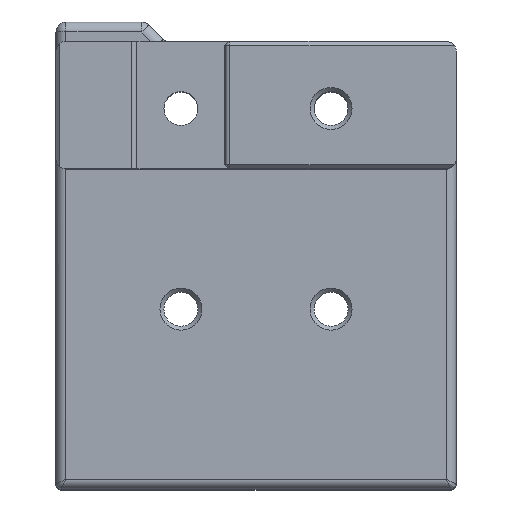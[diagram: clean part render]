
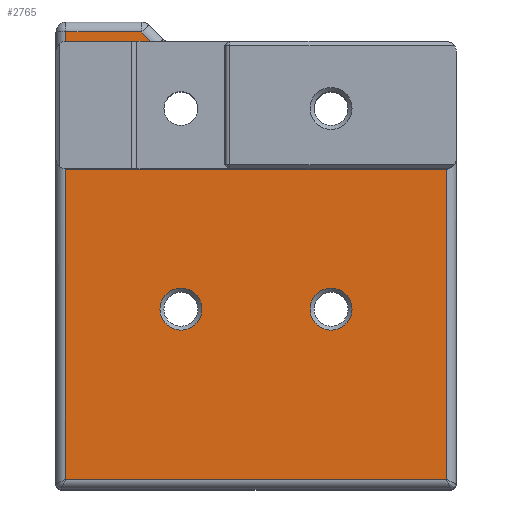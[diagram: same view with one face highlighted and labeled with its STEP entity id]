
A CAD part, top view. The second image highlights one B-rep face of the part: STEP entity #2765.
In plain terms, the highlighted planar face has unit normal (0, 0, 1).
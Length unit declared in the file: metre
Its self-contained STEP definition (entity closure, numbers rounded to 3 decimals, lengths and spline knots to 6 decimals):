
#218=CIRCLE('',#3041,0.0017);
#220=CIRCLE('',#3045,0.0017);
#222=CIRCLE('',#3048,0.002);
#223=CIRCLE('',#3049,0.001);
#224=CIRCLE('',#3050,0.001);
#225=CIRCLE('',#3051,0.0021);
#226=CIRCLE('',#3052,0.0021);
#767=ORIENTED_EDGE('',*,*,#1298,.F.);
#768=ORIENTED_EDGE('',*,*,#1365,.T.);
#769=ORIENTED_EDGE('',*,*,#1366,.T.);
#770=ORIENTED_EDGE('',*,*,#1367,.T.);
#771=ORIENTED_EDGE('',*,*,#1308,.T.);
#772=ORIENTED_EDGE('',*,*,#1307,.T.);
#773=ORIENTED_EDGE('',*,*,#1368,.T.);
#774=ORIENTED_EDGE('',*,*,#1294,.T.);
#775=ORIENTED_EDGE('',*,*,#1369,.T.);
#776=ORIENTED_EDGE('',*,*,#1357,.F.);
#777=ORIENTED_EDGE('',*,*,#1370,.T.);
#778=ORIENTED_EDGE('',*,*,#1371,.T.);
#779=ORIENTED_EDGE('',*,*,#1372,.T.);
#780=ORIENTED_EDGE('',*,*,#1355,.F.);
#781=ORIENTED_EDGE('',*,*,#1363,.F.);
#1294=EDGE_CURVE('',#1633,#1632,#1873,.T.);
#1298=EDGE_CURVE('',#1636,#1637,#1875,.T.);
#1307=EDGE_CURVE('',#1645,#1646,#1882,.F.);
#1308=EDGE_CURVE('',#1647,#1645,#1883,.F.);
#1355=EDGE_CURVE('',#1691,#1691,#218,.T.);
#1357=EDGE_CURVE('',#1693,#1694,#1924,.T.);
#1363=EDGE_CURVE('',#1697,#1697,#220,.T.);
#1365=EDGE_CURVE('',#1636,#1699,#222,.F.);
#1366=EDGE_CURVE('',#1699,#1700,#1930,.T.);
#1367=EDGE_CURVE('',#1700,#1647,#1931,.T.);
#1368=EDGE_CURVE('',#1646,#1633,#1932,.T.);
#1369=EDGE_CURVE('',#1632,#1694,#223,.T.);
#1370=EDGE_CURVE('',#1693,#1637,#224,.T.);
#1371=EDGE_CURVE('',#1701,#1701,#225,.F.);
#1372=EDGE_CURVE('',#1702,#1702,#226,.F.);
#1632=VERTEX_POINT('',#4545);
#1633=VERTEX_POINT('',#4547);
#1636=VERTEX_POINT('',#4558);
#1637=VERTEX_POINT('',#4560);
#1645=VERTEX_POINT('',#4602);
#1646=VERTEX_POINT('',#4603);
#1647=VERTEX_POINT('',#4605);
#1691=VERTEX_POINT('',#4702);
#1693=VERTEX_POINT('',#4707);
#1694=VERTEX_POINT('',#4708);
#1697=VERTEX_POINT('',#4718);
#1699=VERTEX_POINT('',#4723);
#1700=VERTEX_POINT('',#4725);
#1701=VERTEX_POINT('',#4731);
#1702=VERTEX_POINT('',#4733);
#1873=LINE('',#4546,#2109);
#1875=LINE('',#4559,#2111);
#1882=LINE('',#4601,#2118);
#1883=LINE('',#4604,#2119);
#1924=LINE('',#4706,#2160);
#1930=LINE('',#4724,#2166);
#1931=LINE('',#4726,#2167);
#1932=LINE('',#4727,#2168);
#2109=VECTOR('',#3604,1.);
#2111=VECTOR('',#3610,1.);
#2118=VECTOR('',#3623,1.);
#2119=VECTOR('',#3624,1.);
#2160=VECTOR('',#3695,1.);
#2166=VECTOR('',#3711,1.);
#2167=VECTOR('',#3712,1.);
#2168=VECTOR('',#3713,1.);
#2329=EDGE_LOOP('',(#767,#768,#769,#770,#771,#772,#773,#774,#775,#776,#777));
#2330=EDGE_LOOP('',(#778));
#2331=EDGE_LOOP('',(#779));
#2332=EDGE_LOOP('',(#780));
#2333=EDGE_LOOP('',(#781));
#2524=FACE_BOUND('',#2329,.T.);
#2525=FACE_BOUND('',#2330,.T.);
#2526=FACE_BOUND('',#2331,.T.);
#2527=FACE_BOUND('',#2332,.T.);
#2528=FACE_BOUND('',#2333,.T.);
#2654=PLANE('',#3047);
#2765=ADVANCED_FACE('',(#2524,#2525,#2526,#2527,#2528),#2654,.T.);
#3041=AXIS2_PLACEMENT_3D('',#4701,#3689,#3690);
#3045=AXIS2_PLACEMENT_3D('',#4717,#3703,#3704);
#3047=AXIS2_PLACEMENT_3D('',#4721,#3707,#3708);
#3048=AXIS2_PLACEMENT_3D('',#4722,#3709,#3710);
#3049=AXIS2_PLACEMENT_3D('',#4728,#3714,#3715);
#3050=AXIS2_PLACEMENT_3D('',#4729,#3716,#3717);
#3051=AXIS2_PLACEMENT_3D('',#4730,#3718,#3719);
#3052=AXIS2_PLACEMENT_3D('',#4732,#3720,#3721);
#3604=DIRECTION('',(0.,1.,0.));
#3610=DIRECTION('',(1.,0.,0.));
#3623=DIRECTION('',(0.,1.,0.));
#3624=DIRECTION('',(0.,1.,0.));
#3689=DIRECTION('',(0.,0.,1.));
#3690=DIRECTION('',(1.,0.,0.));
#3695=DIRECTION('',(0.,-1.,0.));
#3703=DIRECTION('',(0.,0.,1.));
#3704=DIRECTION('',(1.,0.,0.));
#3707=DIRECTION('',(0.,0.,1.));
#3708=DIRECTION('',(1.,0.,0.));
#3709=DIRECTION('',(0.,0.,1.));
#3710=DIRECTION('',(1.,0.,0.));
#3711=DIRECTION('',(-0.707,0.707,0.));
#3712=DIRECTION('',(-1.,0.,0.));
#3713=DIRECTION('',(1.,0.,0.));
#3714=DIRECTION('',(0.,0.,1.));
#3715=DIRECTION('',(1.,0.,0.));
#3716=DIRECTION('',(0.,0.,1.));
#3717=DIRECTION('',(1.,0.,0.));
#3718=DIRECTION('',(0.,0.,1.));
#3719=DIRECTION('',(1.,0.,0.));
#3720=DIRECTION('',(0.,0.,1.));
#3721=DIRECTION('',(1.,0.,0.));
#4545=CARTESIAN_POINT('',(0.039,0.022,0.005));
#4546=CARTESIAN_POINT('',(0.039,0.0347,0.005));
#4547=CARTESIAN_POINT('',(0.039,-0.009,0.005));
#4558=CARTESIAN_POINT('',(0.013146,0.0347,0.005));
#4559=CARTESIAN_POINT('',(0.02,0.0347,0.005));
#4560=CARTESIAN_POINT('',(0.039,0.0347,0.005));
#4601=CARTESIAN_POINT('',(0.001,0.01485,0.005));
#4602=CARTESIAN_POINT('',(0.001,0.023,0.005));
#4603=CARTESIAN_POINT('',(0.001,-0.009,0.005));
#4604=CARTESIAN_POINT('',(0.001,0.01485,0.005));
#4605=CARTESIAN_POINT('',(0.001,0.0357,0.005));
#4701=CARTESIAN_POINT('',(0.0125,0.028,0.005));
#4702=CARTESIAN_POINT('',(0.0142,0.028,0.005));
#4706=CARTESIAN_POINT('',(0.04,0.02835,0.005));
#4707=CARTESIAN_POINT('',(0.04,0.0337,0.005));
#4708=CARTESIAN_POINT('',(0.04,0.023,0.005));
#4717=CARTESIAN_POINT('',(0.0275,0.028,0.005));
#4718=CARTESIAN_POINT('',(0.0292,0.028,0.005));
#4721=CARTESIAN_POINT('',(0.02,0.01485,0.005));
#4722=CARTESIAN_POINT('',(0.011414,0.0357,0.005));
#4723=CARTESIAN_POINT('',(0.01,0.034286,0.005));
#4724=CARTESIAN_POINT('',(0.008293,0.035993,0.005));
#4725=CARTESIAN_POINT('',(0.008586,0.0357,0.005));
#4726=CARTESIAN_POINT('',(0.02,0.0357,0.005));
#4727=CARTESIAN_POINT('',(0.02,-0.009,0.005));
#4728=CARTESIAN_POINT('',(0.039,0.023,0.005));
#4729=CARTESIAN_POINT('',(0.039,0.0337,0.005));
#4730=CARTESIAN_POINT('',(0.0275,0.008,0.005));
#4731=CARTESIAN_POINT('',(0.0296,0.008,0.005));
#4732=CARTESIAN_POINT('',(0.0125,0.008,0.005));
#4733=CARTESIAN_POINT('',(0.0146,0.008,0.005));
